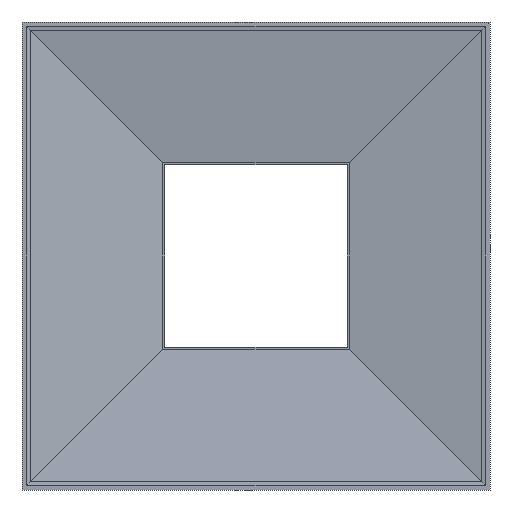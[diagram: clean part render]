
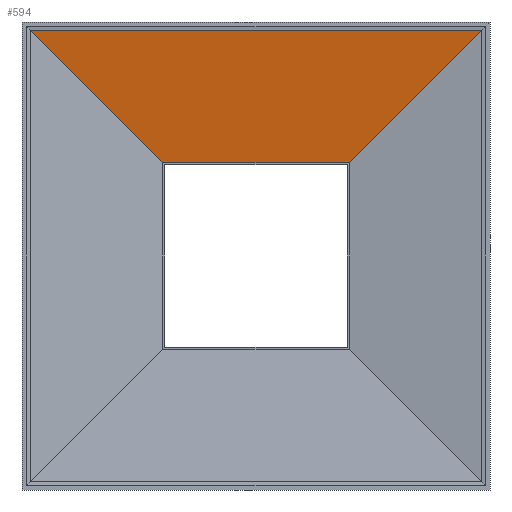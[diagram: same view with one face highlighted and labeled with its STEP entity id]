
A CAD part, front view. The second image highlights one B-rep face of the part: STEP entity #594.
In plain terms, the highlighted planar face has unit normal (0, -0.987, -0.16).
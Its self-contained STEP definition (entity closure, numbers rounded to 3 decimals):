
#76 = CARTESIAN_POINT ( 'NONE',  ( -51.419, 19., 51.419 ) ) ;
#94 = CARTESIAN_POINT ( 'NONE',  ( -16.553, 19.285, 49.66 ) ) ;
#161 = LINE ( 'NONE', #76, #334 ) ;
#200 = CARTESIAN_POINT ( 'NONE',  ( -49.66, 19.285, 49.66 ) ) ;
#224 = DIRECTION ( 'NONE',  ( 0., 0.987, 0.16 ) ) ;
#250 = VERTEX_POINT ( 'NONE', #345 ) ;
#275 = VECTOR ( 'NONE', #1132, 1000. ) ;
#334 = VECTOR ( 'NONE', #800, 1000. ) ;
#335 = ORIENTED_EDGE ( 'NONE', *, *, #1274, .F. ) ;
#345 = CARTESIAN_POINT ( 'NONE',  ( -49.66, 19.285, 49.66 ) ) ;
#378 = VERTEX_POINT ( 'NONE', #750 ) ;
#425 = PLANE ( 'NONE',  #1045 ) ;
#480 = VERTEX_POINT ( 'NONE', #787 ) ;
#495 = ORIENTED_EDGE ( 'NONE', *, *, #497, .T. ) ;
#497 = EDGE_CURVE ( 'NONE', #1042, #378, #1153, .T. ) ;
#521 = ORIENTED_EDGE ( 'NONE', *, *, #1510, .T. ) ;
#550 = CARTESIAN_POINT ( 'NONE',  ( 51.419, 19., 51.419 ) ) ;
#594 = ADVANCED_FACE ( 'NONE', ( #1039 ), #425, .F. ) ;
#645 = EDGE_LOOP ( 'NONE', ( #335, #521, #495, #1353 ) ) ;
#677 = CARTESIAN_POINT ( 'NONE',  ( 20.549, 24., 20.549 ) ) ;
#727 = B_SPLINE_CURVE_WITH_KNOTS ( 'NONE', 3,
 ( #200, #94, #779, #795 ),
 .UNSPECIFIED., .F., .F.,
 ( 4, 4 ),
 ( 0.002, 0.998 ),
 .UNSPECIFIED. ) ;
#750 = CARTESIAN_POINT ( 'NONE',  ( 49.66, 19.285, 49.66 ) ) ;
#779 = CARTESIAN_POINT ( 'NONE',  ( 16.553, 19.285, 49.66 ) ) ;
#787 = CARTESIAN_POINT ( 'NONE',  ( -20.549, 24., 20.549 ) ) ;
#795 = CARTESIAN_POINT ( 'NONE',  ( 49.66, 19.285, 49.66 ) ) ;
#800 = DIRECTION ( 'NONE',  ( -0.703, -0.114, 0.703 ) ) ;
#803 = DIRECTION ( 'NONE',  ( 0., -0.16, 0.987 ) ) ;
#832 = CARTESIAN_POINT ( 'NONE',  ( -51.5, 24., 20.549 ) ) ;
#1037 = CARTESIAN_POINT ( 'NONE',  ( -51.5, 19.013, 51.34 ) ) ;
#1039 = FACE_OUTER_BOUND ( 'NONE', #645, .T. ) ;
#1042 = VERTEX_POINT ( 'NONE', #677 ) ;
#1045 = AXIS2_PLACEMENT_3D ( 'NONE', #1037, #224, #803 ) ;
#1132 = DIRECTION ( 'NONE',  ( 0.703, -0.114, 0.703 ) ) ;
#1140 = VECTOR ( 'NONE', #1191, 1000. ) ;
#1153 = LINE ( 'NONE', #550, #275 ) ;
#1191 = DIRECTION ( 'NONE',  ( 1., 0., 0. ) ) ;
#1196 = EDGE_CURVE ( 'NONE', #250, #378, #727, .T. ) ;
#1274 = EDGE_CURVE ( 'NONE', #480, #250, #161, .T. ) ;
#1353 = ORIENTED_EDGE ( 'NONE', *, *, #1196, .F. ) ;
#1355 = LINE ( 'NONE', #832, #1140 ) ;
#1510 = EDGE_CURVE ( 'NONE', #480, #1042, #1355, .T. ) ;
